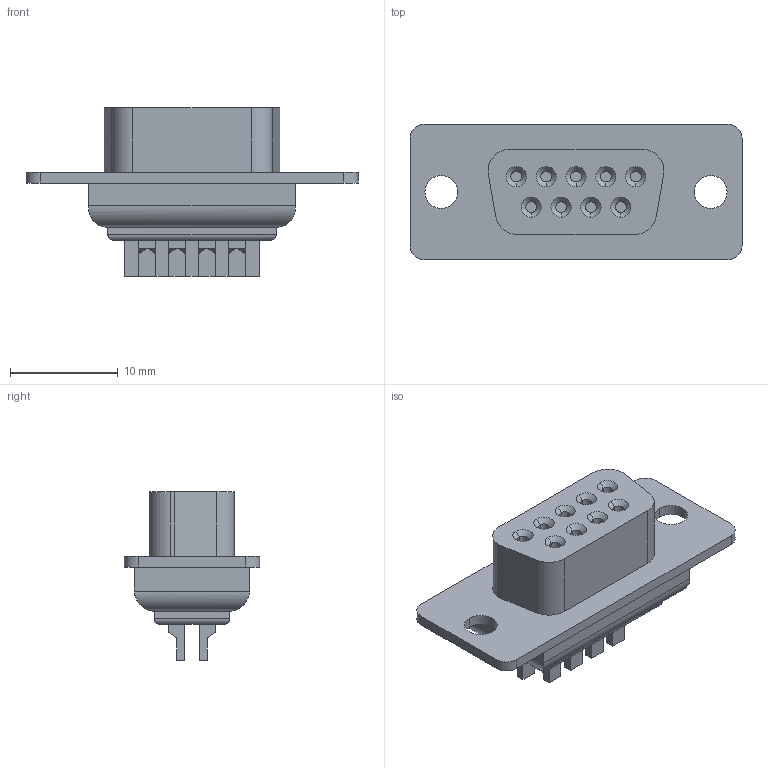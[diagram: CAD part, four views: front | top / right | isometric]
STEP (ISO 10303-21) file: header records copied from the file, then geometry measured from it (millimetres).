
FILE_DESCRIPTION (( 'STEP AP203' ), '1' );
FILE_NAME ('anschluss_a-df_09_ll_z.STEP', '2020-02-12T22:38:22', ( '' ), ( '' ), 'SwSTEP 2.0', 'SolidWorks 2017', '' );
FILE_SCHEMA (( 'CONFIG_CONTROL_DESIGN' ));
Length unit declared in the file: millimetre
Products named in the file (1): anschluss_a-df_09_ll_z
Bounding box: 30.81 x 12.55 x 15.65 mm (x, y, z)
Volume: 2019.6 mm3; surface area: 1661.2 mm2
Topology: 1 solids, 1 shells, 176 faces, 404 edges, 250 vertices
Faces by surface type: plane 119, cylinder 39, cone 18
Entity records: 5005 total; most frequent: CARTESIAN_POINT 899, DIRECTION 838, ORIENTED_EDGE 808, EDGE_CURVE 404, VECTOR 308, LINE 308, AXIS2_PLACEMENT_3D 265, VERTEX_POINT 250
